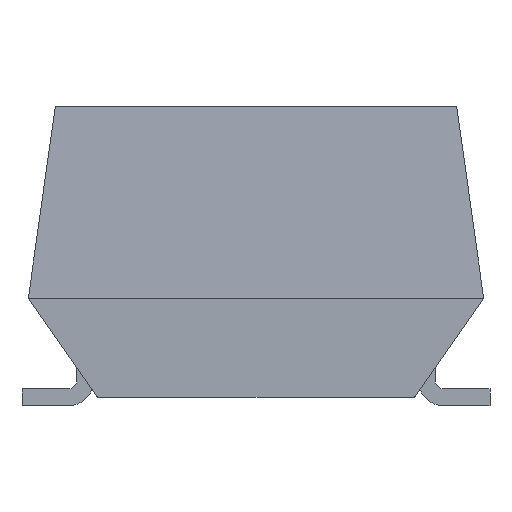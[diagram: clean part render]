
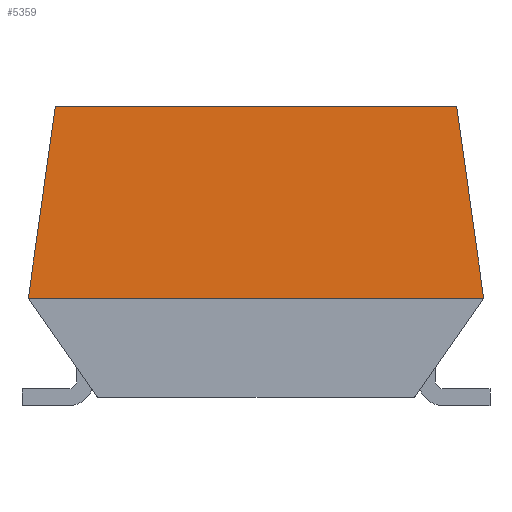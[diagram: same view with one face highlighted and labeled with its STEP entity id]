
A CAD part, left-side view. The second image highlights one B-rep face of the part: STEP entity #5359.
In plain terms, the highlighted planar face has unit normal (-0.999, 0, 0.052).
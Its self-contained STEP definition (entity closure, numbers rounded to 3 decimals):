
#268=PLANE('',#5650);
#762=ORIENTED_EDGE('',*,*,#1852,.F.);
#763=ORIENTED_EDGE('',*,*,#1804,.T.);
#764=ORIENTED_EDGE('',*,*,#1853,.T.);
#765=ORIENTED_EDGE('',*,*,#1854,.F.);
#1804=EDGE_CURVE('',#2356,#2358,#2735,.T.);
#1852=EDGE_CURVE('',#2356,#2405,#2751,.T.);
#1853=EDGE_CURVE('',#2358,#2406,#2752,.T.);
#1854=EDGE_CURVE('',#2405,#2406,#2753,.T.);
#2356=VERTEX_POINT('',#7873);
#2358=VERTEX_POINT('',#7877);
#2405=VERTEX_POINT('',#8669);
#2406=VERTEX_POINT('',#8671);
#2735=LINE('',#7878,#3098);
#2751=LINE('',#8668,#3114);
#2752=LINE('',#8670,#3115);
#2753=LINE('',#8672,#3116);
#3098=VECTOR('',#6078,1000.);
#3114=VECTOR('',#6100,1000.);
#3115=VECTOR('',#6101,1000.);
#3116=VECTOR('',#6102,1000.);
#3429=EDGE_LOOP('',(#762,#763,#764,#765));
#3722=FACE_BOUND('',#3429,.T.);
#5359=ADVANCED_FACE('',(#3722),#268,.F.);
#5650=AXIS2_PLACEMENT_3D('',#8667,#6098,#6099);
#6078=DIRECTION('',(0.,1.,0.));
#6098=DIRECTION('',(0.999,0.,-0.052));
#6099=DIRECTION('',(-0.052,0.,-0.999));
#6100=DIRECTION('',(-0.052,-0.139,-0.989));
#6101=DIRECTION('',(-0.052,0.139,-0.989));
#6102=DIRECTION('',(0.,1.,0.));
#7873=CARTESIAN_POINT('',(-6.162,-4.761,7.1));
#7877=CARTESIAN_POINT('',(-6.162,4.761,7.1));
#7878=CARTESIAN_POINT('',(-6.162,-5.4,7.1));
#8667=CARTESIAN_POINT('',(-6.4,-5.4,2.55));
#8668=CARTESIAN_POINT('',(-6.4,-5.4,2.55));
#8669=CARTESIAN_POINT('',(-6.4,-5.4,2.55));
#8670=CARTESIAN_POINT('',(-6.322,5.191,4.034));
#8671=CARTESIAN_POINT('',(-6.4,5.4,2.55));
#8672=CARTESIAN_POINT('',(-6.4,-5.4,2.55));
